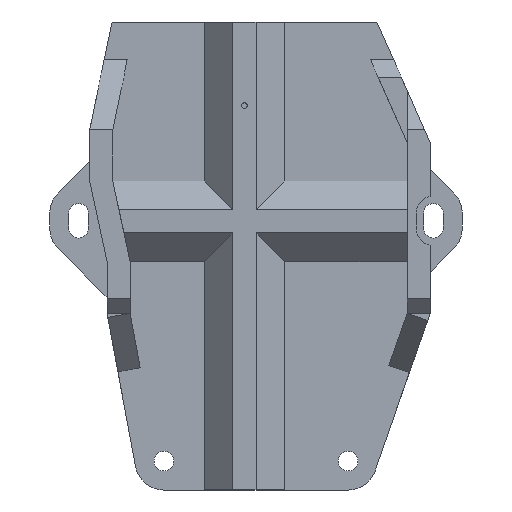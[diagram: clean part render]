
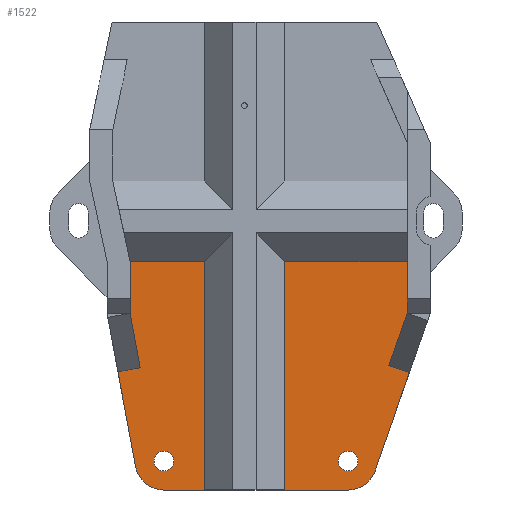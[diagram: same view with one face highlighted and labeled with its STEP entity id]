
A CAD part, front view. The second image highlights one B-rep face of the part: STEP entity #1522.
In plain terms, the highlighted planar face has unit normal (0, -1, 0).
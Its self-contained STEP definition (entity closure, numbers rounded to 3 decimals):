
#38=FACE_BOUND('',#180,.T.);
#39=FACE_BOUND('',#181,.T.);
#55=CIRCLE('',#1618,5.);
#56=CIRCLE('',#1619,5.);
#57=CIRCLE('',#1620,1.7);
#58=CIRCLE('',#1621,1.7);
#99=FACE_OUTER_BOUND('',#179,.T.);
#179=EDGE_LOOP('',(#1029,#1030,#1031,#1032,#1033,#1034,#1035,#1036,#1037,
#1038,#1039,#1040,#1041,#1042,#1043,#1044));
#180=EDGE_LOOP('',(#1045));
#181=EDGE_LOOP('',(#1046));
#273=LINE('',#2167,#458);
#275=LINE('',#2171,#460);
#279=LINE('',#2180,#464);
#282=LINE('',#2187,#467);
#286=LINE('',#2195,#471);
#287=LINE('',#2197,#472);
#288=LINE('',#2199,#473);
#289=LINE('',#2201,#474);
#290=LINE('',#2203,#475);
#291=LINE('',#2205,#476);
#292=LINE('',#2206,#477);
#293=LINE('',#2208,#478);
#294=LINE('',#2212,#479);
#295=LINE('',#2215,#480);
#458=VECTOR('',#1739,10.);
#460=VECTOR('',#1743,10.);
#464=VECTOR('',#1749,10.);
#467=VECTOR('',#1756,10.);
#471=VECTOR('',#1764,10.);
#472=VECTOR('',#1765,10.);
#473=VECTOR('',#1766,10.);
#474=VECTOR('',#1767,10.);
#475=VECTOR('',#1768,10.);
#476=VECTOR('',#1769,10.);
#477=VECTOR('',#1770,10.);
#478=VECTOR('',#1771,10.);
#479=VECTOR('',#1774,10.);
#480=VECTOR('',#1777,10.);
#640=VERTEX_POINT('',#2160);
#643=VERTEX_POINT('',#2165);
#644=VERTEX_POINT('',#2169);
#645=VERTEX_POINT('',#2173);
#648=VERTEX_POINT('',#2178);
#650=VERTEX_POINT('',#2186);
#652=VERTEX_POINT('',#2194);
#653=VERTEX_POINT('',#2196);
#654=VERTEX_POINT('',#2198);
#655=VERTEX_POINT('',#2200);
#656=VERTEX_POINT('',#2202);
#657=VERTEX_POINT('',#2204);
#658=VERTEX_POINT('',#2207);
#659=VERTEX_POINT('',#2209);
#660=VERTEX_POINT('',#2211);
#661=VERTEX_POINT('',#2213);
#662=VERTEX_POINT('',#2216);
#663=VERTEX_POINT('',#2218);
#789=EDGE_CURVE('',#640,#643,#273,.T.);
#791=EDGE_CURVE('',#643,#644,#275,.T.);
#795=EDGE_CURVE('',#645,#648,#279,.T.);
#798=EDGE_CURVE('',#650,#645,#282,.T.);
#802=EDGE_CURVE('',#644,#652,#286,.F.);
#803=EDGE_CURVE('',#653,#652,#287,.T.);
#804=EDGE_CURVE('',#654,#653,#288,.T.);
#805=EDGE_CURVE('',#654,#655,#289,.T.);
#806=EDGE_CURVE('',#655,#656,#290,.T.);
#807=EDGE_CURVE('',#657,#656,#291,.T.);
#808=EDGE_CURVE('',#657,#650,#292,.T.);
#809=EDGE_CURVE('',#648,#658,#293,.T.);
#810=EDGE_CURVE('',#658,#659,#55,.T.);
#811=EDGE_CURVE('',#659,#660,#294,.T.);
#812=EDGE_CURVE('',#660,#661,#56,.T.);
#813=EDGE_CURVE('',#661,#640,#295,.T.);
#814=EDGE_CURVE('',#662,#662,#57,.T.);
#815=EDGE_CURVE('',#663,#663,#58,.T.);
#1029=ORIENTED_EDGE('',*,*,#789,.T.);
#1030=ORIENTED_EDGE('',*,*,#791,.T.);
#1031=ORIENTED_EDGE('',*,*,#802,.T.);
#1032=ORIENTED_EDGE('',*,*,#803,.F.);
#1033=ORIENTED_EDGE('',*,*,#804,.F.);
#1034=ORIENTED_EDGE('',*,*,#805,.T.);
#1035=ORIENTED_EDGE('',*,*,#806,.T.);
#1036=ORIENTED_EDGE('',*,*,#807,.F.);
#1037=ORIENTED_EDGE('',*,*,#808,.T.);
#1038=ORIENTED_EDGE('',*,*,#798,.T.);
#1039=ORIENTED_EDGE('',*,*,#795,.T.);
#1040=ORIENTED_EDGE('',*,*,#809,.T.);
#1041=ORIENTED_EDGE('',*,*,#810,.T.);
#1042=ORIENTED_EDGE('',*,*,#811,.T.);
#1043=ORIENTED_EDGE('',*,*,#812,.T.);
#1044=ORIENTED_EDGE('',*,*,#813,.T.);
#1045=ORIENTED_EDGE('',*,*,#814,.T.);
#1046=ORIENTED_EDGE('',*,*,#815,.T.);
#1461=PLANE('',#1617);
#1522=ADVANCED_FACE('',(#99,#38,#39),#1461,.F.);
#1617=AXIS2_PLACEMENT_3D('',#2193,#1762,#1763);
#1618=AXIS2_PLACEMENT_3D('',#2210,#1772,#1773);
#1619=AXIS2_PLACEMENT_3D('',#2214,#1775,#1776);
#1620=AXIS2_PLACEMENT_3D('',#2217,#1778,#1779);
#1621=AXIS2_PLACEMENT_3D('',#2219,#1780,#1781);
#1739=DIRECTION('',(-0.944,0.,0.331));
#1743=DIRECTION('',(0.331,0.,0.944));
#1749=DIRECTION('',(-0.983,0.,-0.183));
#1756=DIRECTION('',(0.183,0.,-0.983));
#1762=DIRECTION('center_axis',(0.,1.,0.));
#1763=DIRECTION('ref_axis',(0.,0.,-1.));
#1764=DIRECTION('',(0.,0.,-1.));
#1765=DIRECTION('',(1.,0.,0.));
#1766=DIRECTION('',(0.,0.,1.));
#1767=DIRECTION('',(-1.,0.,0.));
#1768=DIRECTION('',(0.,0.,1.));
#1769=DIRECTION('',(1.,0.,0.));
#1770=DIRECTION('',(0.,0.,-1.));
#1771=DIRECTION('',(0.183,0.,-0.983));
#1772=DIRECTION('center_axis',(0.,-1.,0.));
#1773=DIRECTION('ref_axis',(-1.,0.,0.));
#1774=DIRECTION('',(1.,0.,0.));
#1775=DIRECTION('center_axis',(0.,-1.,0.));
#1776=DIRECTION('ref_axis',(-1.,0.,0.));
#1777=DIRECTION('',(0.331,0.,0.944));
#1778=DIRECTION('center_axis',(0.,1.,0.));
#1779=DIRECTION('ref_axis',(-1.,0.,0.));
#1780=DIRECTION('center_axis',(0.,1.,0.));
#1781=DIRECTION('ref_axis',(-1.,0.,0.));
#2160=CARTESIAN_POINT('',(26.623,-3.,-42.384));
#2165=CARTESIAN_POINT('',(23.061,-3.,-41.135));
#2167=CARTESIAN_POINT('',(22.992,-3.,-41.111));
#2169=CARTESIAN_POINT('',(26.237,-3.,-32.076));
#2171=CARTESIAN_POINT('',(27.806,-3.,-27.6));
#2173=CARTESIAN_POINT('',(-20.107,-3.,-41.514));
#2178=CARTESIAN_POINT('',(-23.973,-3.,-42.233));
#2180=CARTESIAN_POINT('',(3.465,-3.,-37.128));
#2186=CARTESIAN_POINT('',(-21.863,-3.,-32.076));
#2187=CARTESIAN_POINT('',(-20.939,-3.,-37.04));
#2193=CARTESIAN_POINT('Origin',(29.237,-3.,-23.076));
#2194=CARTESIAN_POINT('',(26.237,-3.,-23.126));
#2195=CARTESIAN_POINT('',(26.237,-3.,-2.288));
#2196=CARTESIAN_POINT('',(5.,-3.,-23.126));
#2197=CARTESIAN_POINT('',(27.237,-3.,-23.126));
#2198=CARTESIAN_POINT('',(5.,-3.,-62.75));
#2199=CARTESIAN_POINT('',(5.,-3.,-27.576));
#2200=CARTESIAN_POINT('',(-9.,-3.,-62.75));
#2201=CARTESIAN_POINT('',(3.687,-3.,-62.75));
#2202=CARTESIAN_POINT('',(-9.,-3.,-23.126));
#2203=CARTESIAN_POINT('',(-9.,-3.,-2.288));
#2204=CARTESIAN_POINT('',(-21.863,-3.,-23.126));
#2205=CARTESIAN_POINT('',(27.237,-3.,-23.126));
#2206=CARTESIAN_POINT('',(-21.863,-3.,-30.076));
#2207=CARTESIAN_POINT('',(-20.916,-3.,-58.665));
#2208=CARTESIAN_POINT('',(-25.863,-3.,-32.076));
#2209=CARTESIAN_POINT('',(-16.,-3.,-62.75));
#2210=CARTESIAN_POINT('Origin',(-16.,-3.,-57.75));
#2211=CARTESIAN_POINT('',(16.,-3.,-62.75));
#2212=CARTESIAN_POINT('',(-16.,-3.,-62.75));
#2213=CARTESIAN_POINT('',(20.916,-3.,-58.665));
#2214=CARTESIAN_POINT('Origin',(16.,-3.,-57.75));
#2215=CARTESIAN_POINT('',(30.237,-3.,-32.076));
#2216=CARTESIAN_POINT('',(-14.3,-3.,-57.75));
#2217=CARTESIAN_POINT('Origin',(-16.,-3.,-57.75));
#2218=CARTESIAN_POINT('',(17.7,-3.,-57.75));
#2219=CARTESIAN_POINT('Origin',(16.,-3.,-57.75));
